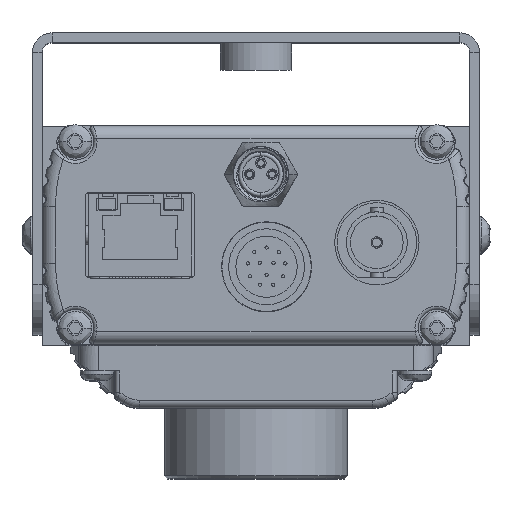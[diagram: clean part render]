
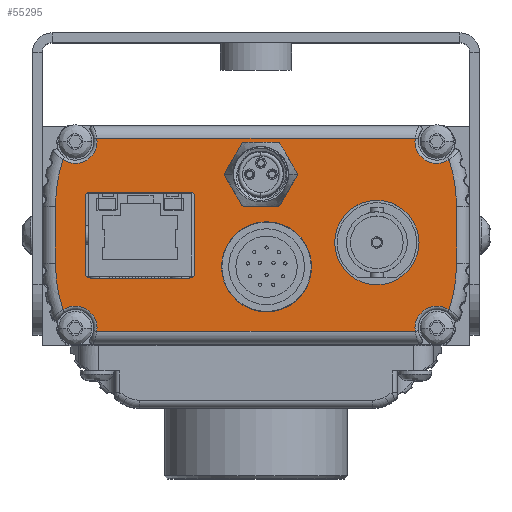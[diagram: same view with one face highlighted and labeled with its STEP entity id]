
A CAD part, top view. The second image highlights one B-rep face of the part: STEP entity #55295.
In plain terms, the highlighted planar face has unit normal (0, 0, 1).
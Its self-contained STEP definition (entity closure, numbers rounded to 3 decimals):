
#49028=CARTESIAN_POINT('',(-28.32,2.49,11.94));
#49029=DIRECTION('',(0.,0.,-1.));
#49030=DIRECTION('',(-0.556,0.831,0.));
#49031=AXIS2_PLACEMENT_3D('',#49028,#49029,#49030);
#49033=CARTESIAN_POINT('',(-8.,12.655,11.94));
#49034=DIRECTION('',(0.,0.,1.));
#49035=DIRECTION('',(-1.,0.,0.));
#49036=AXIS2_PLACEMENT_3D('',#49033,#49034,#49035);
#49038=DIRECTION('',(0.,-1.,0.));
#49039=VECTOR('',#49038,8.89);
#49040=CARTESIAN_POINT('',(-31.4,21.545,11.94));
#49041=LINE('',#49040,#49039);
#49042=CARTESIAN_POINT('',(-8.,21.545,11.94));
#49043=DIRECTION('',(0.,0.,1.));
#49044=DIRECTION('',(-0.95,0.312,0.));
#49045=AXIS2_PLACEMENT_3D('',#49042,#49043,#49044);
#49047=CARTESIAN_POINT('',(-28.32,31.7,11.94));
#49048=DIRECTION('',(0.,0.,-1.));
#49049=DIRECTION('',(0.989,0.146,0.));
#49050=AXIS2_PLACEMENT_3D('',#49047,#49048,#49049);
#49052=DIRECTION('',(-1.,0.,0.));
#49053=VECTOR('',#49052,49.853);
#49054=CARTESIAN_POINT('',(24.927,32.2,11.94));
#49055=LINE('',#49054,#49053);
#49056=CARTESIAN_POINT('',(28.32,31.7,11.94));
#49057=DIRECTION('',(0.,0.,-1.));
#49058=DIRECTION('',(0.557,-0.831,0.));
#49059=AXIS2_PLACEMENT_3D('',#49056,#49057,#49058);
#49061=CARTESIAN_POINT('',(8.,21.545,11.94));
#49062=DIRECTION('',(0.,0.,1.));
#49063=DIRECTION('',(1.,0.,0.));
#49064=AXIS2_PLACEMENT_3D('',#49061,#49062,#49063);
#49066=DIRECTION('',(0.,1.,0.));
#49067=VECTOR('',#49066,8.89);
#49068=CARTESIAN_POINT('',(31.4,12.655,11.94));
#49069=LINE('',#49068,#49067);
#49070=CARTESIAN_POINT('',(8.,12.655,11.94));
#49071=DIRECTION('',(0.,0.,1.));
#49072=DIRECTION('',(0.95,-0.313,0.));
#49073=AXIS2_PLACEMENT_3D('',#49070,#49071,#49072);
#49075=CARTESIAN_POINT('',(28.32,2.49,11.94));
#49076=DIRECTION('',(0.,0.,-1.));
#49077=DIRECTION('',(-0.99,-0.143,0.));
#49078=AXIS2_PLACEMENT_3D('',#49075,#49076,#49077);
#49080=DIRECTION('',(1.,0.,0.));
#49081=VECTOR('',#49080,49.85);
#49082=CARTESIAN_POINT('',(-24.925,2.,11.94));
#49083=LINE('',#49082,#49081);
#49084=DIRECTION('',(1.,0.,0.));
#49085=VECTOR('',#49084,15.57);
#49086=CARTESIAN_POINT('',(10.37,10.41,11.94));
#49087=LINE('',#49086,#49085);
#49088=DIRECTION('',(0.,1.,0.));
#49089=VECTOR('',#49088,11.88);
#49090=CARTESIAN_POINT('',(26.73,11.2,11.94));
#49091=LINE('',#49090,#49089);
#49092=DIRECTION('',(-1.,0.,0.));
#49093=VECTOR('',#49092,15.57);
#49094=CARTESIAN_POINT('',(25.94,23.87,11.94));
#49095=LINE('',#49094,#49093);
#49096=DIRECTION('',(0.,-1.,0.));
#49097=VECTOR('',#49096,11.88);
#49098=CARTESIAN_POINT('',(9.58,23.08,11.94));
#49099=LINE('',#49098,#49097);
#49100=CARTESIAN_POINT('',(-1.65,22.1,11.94));
#49101=DIRECTION('',(0.,0.,1.));
#49102=DIRECTION('',(1.,0.,0.));
#49103=AXIS2_PLACEMENT_3D('',#49100,#49101,#49102);
#49105=CARTESIAN_POINT('',(-1.65,22.1,11.94));
#49106=DIRECTION('',(0.,0.,1.));
#49107=DIRECTION('',(-1.,0.,0.));
#49108=AXIS2_PLACEMENT_3D('',#49105,#49106,#49107);
#49110=CARTESIAN_POINT('',(-18.92,18.31,11.94));
#49111=DIRECTION('',(0.,0.,1.));
#49112=DIRECTION('',(1.,0.,0.));
#49113=AXIS2_PLACEMENT_3D('',#49110,#49111,#49112);
#49115=CARTESIAN_POINT('',(-18.92,18.31,11.94));
#49116=DIRECTION('',(0.,0.,1.));
#49117=DIRECTION('',(-1.,0.,0.));
#49118=AXIS2_PLACEMENT_3D('',#49115,#49116,#49117);
#49120=CARTESIAN_POINT('',(-0.76,7.62,11.94));
#49121=DIRECTION('',(0.,0.,1.));
#49122=DIRECTION('',(1.,0.,0.));
#49123=AXIS2_PLACEMENT_3D('',#49120,#49121,#49122);
#49125=CARTESIAN_POINT('',(-0.76,7.62,11.94));
#49126=DIRECTION('',(0.,0.,1.));
#49127=DIRECTION('',(-1.,0.,0.));
#49128=AXIS2_PLACEMENT_3D('',#49125,#49126,#49127);
#51155=CARTESIAN_POINT('',(25.94,11.2,11.94));
#51156=DIRECTION('',(0.,0.,-1.));
#51157=DIRECTION('',(1.,0.,0.));
#51158=AXIS2_PLACEMENT_3D('',#51155,#51156,#51157);
#52918=CARTESIAN_POINT('',(10.37,11.2,11.94));
#52919=DIRECTION('',(0.,0.,-1.));
#52920=DIRECTION('',(0.,-1.,0.));
#52921=AXIS2_PLACEMENT_3D('',#52918,#52919,#52920);
#52936=CARTESIAN_POINT('',(10.37,23.08,11.94));
#52937=DIRECTION('',(0.,0.,-1.));
#52938=DIRECTION('',(-1.,0.,0.));
#52939=AXIS2_PLACEMENT_3D('',#52936,#52937,#52938);
#52954=CARTESIAN_POINT('',(25.94,23.08,11.94));
#52955=DIRECTION('',(0.,0.,-1.));
#52956=DIRECTION('',(0.,1.,0.));
#52957=AXIS2_PLACEMENT_3D('',#52954,#52955,#52956);
#53099=CARTESIAN_POINT('',(-30.227,5.341,11.94));
#53100=CARTESIAN_POINT('',(-24.925,2.,11.94));
#53101=VERTEX_POINT('',#53099);
#53102=VERTEX_POINT('',#53100);
#53107=CARTESIAN_POINT('',(24.925,2.,11.94));
#53108=CARTESIAN_POINT('',(30.227,5.341,11.94));
#53109=VERTEX_POINT('',#53107);
#53110=VERTEX_POINT('',#53108);
#53115=CARTESIAN_POINT('',(30.23,28.851,11.94));
#53116=CARTESIAN_POINT('',(24.927,32.2,11.94));
#53117=VERTEX_POINT('',#53115);
#53118=VERTEX_POINT('',#53116);
#53123=CARTESIAN_POINT('',(-24.927,32.2,11.94));
#53124=CARTESIAN_POINT('',(-30.23,28.851,11.94));
#53125=VERTEX_POINT('',#53123);
#53126=VERTEX_POINT('',#53124);
#53155=CARTESIAN_POINT('',(31.4,12.655,11.94));
#53156=CARTESIAN_POINT('',(31.4,21.545,11.94));
#53157=VERTEX_POINT('',#53155);
#53158=VERTEX_POINT('',#53156);
#53163=CARTESIAN_POINT('',(-31.4,21.545,11.94));
#53164=CARTESIAN_POINT('',(-31.4,12.655,11.94));
#53165=VERTEX_POINT('',#53163);
#53166=VERTEX_POINT('',#53164);
#53263=CARTESIAN_POINT('',(25.94,23.87,11.94));
#53265=VERTEX_POINT('',#53263);
#53267=CARTESIAN_POINT('',(26.73,23.08,11.94));
#53269=VERTEX_POINT('',#53267);
#53271=CARTESIAN_POINT('',(26.73,11.2,11.94));
#53273=VERTEX_POINT('',#53271);
#53275=CARTESIAN_POINT('',(25.94,10.41,11.94));
#53277=VERTEX_POINT('',#53275);
#53279=CARTESIAN_POINT('',(10.37,10.41,11.94));
#53281=VERTEX_POINT('',#53279);
#53283=CARTESIAN_POINT('',(9.58,11.2,11.94));
#53285=VERTEX_POINT('',#53283);
#53287=CARTESIAN_POINT('',(9.58,23.08,11.94));
#53289=VERTEX_POINT('',#53287);
#53291=CARTESIAN_POINT('',(10.37,23.87,11.94));
#53293=VERTEX_POINT('',#53291);
#53299=CARTESIAN_POINT('',(5.4,22.1,11.94));
#53300=CARTESIAN_POINT('',(-8.7,22.1,11.94));
#53301=VERTEX_POINT('',#53299);
#53302=VERTEX_POINT('',#53300);
#53327=CARTESIAN_POINT('',(-12.315,18.31,11.94));
#53328=CARTESIAN_POINT('',(-25.525,18.31,11.94));
#53329=VERTEX_POINT('',#53327);
#53330=VERTEX_POINT('',#53328);
#53367=CARTESIAN_POINT('',(3.215,7.62,11.94));
#53368=VERTEX_POINT('',#53367);
#53369=CARTESIAN_POINT('',(-4.735,7.62,11.94));
#53370=VERTEX_POINT('',#53369);
#55230=CARTESIAN_POINT('',(0.,0.,11.94));
#55231=DIRECTION('',(0.,0.,1.));
#55232=DIRECTION('',(1.,0.,0.));
#55233=AXIS2_PLACEMENT_3D('',#55230,#55231,#55232);
#55234=PLANE('',#55233);
#55236=ORIENTED_EDGE('',*,*,#55235,.F.);
#55237=ORIENTED_EDGE('',*,*,#54741,.F.);
#55238=ORIENTED_EDGE('',*,*,#55220,.F.);
#55240=ORIENTED_EDGE('',*,*,#55239,.F.);
#55242=ORIENTED_EDGE('',*,*,#55241,.F.);
#55244=ORIENTED_EDGE('',*,*,#55243,.F.);
#55246=ORIENTED_EDGE('',*,*,#55245,.F.);
#55248=ORIENTED_EDGE('',*,*,#55247,.F.);
#55250=ORIENTED_EDGE('',*,*,#55249,.F.);
#55252=ORIENTED_EDGE('',*,*,#55251,.F.);
#55254=ORIENTED_EDGE('',*,*,#55253,.F.);
#55256=ORIENTED_EDGE('',*,*,#55255,.F.);
#55257=EDGE_LOOP('',(#55236,#55237,#55238,#55240,#55242,#55244,#55246,#55248,
#55250,#55252,#55254,#55256));
#55258=FACE_OUTER_BOUND('',#55257,.F.);
#55260=ORIENTED_EDGE('',*,*,#55259,.T.);
#55262=ORIENTED_EDGE('',*,*,#55261,.F.);
#55264=ORIENTED_EDGE('',*,*,#55263,.T.);
#55266=ORIENTED_EDGE('',*,*,#55265,.F.);
#55268=ORIENTED_EDGE('',*,*,#55267,.T.);
#55270=ORIENTED_EDGE('',*,*,#55269,.F.);
#55272=ORIENTED_EDGE('',*,*,#55271,.T.);
#55274=ORIENTED_EDGE('',*,*,#55273,.F.);
#55275=EDGE_LOOP('',(#55260,#55262,#55264,#55266,#55268,#55270,#55272,#55274));
#55276=FACE_BOUND('',#55275,.F.);
#55278=ORIENTED_EDGE('',*,*,#55277,.T.);
#55280=ORIENTED_EDGE('',*,*,#55279,.T.);
#55281=EDGE_LOOP('',(#55278,#55280));
#55282=FACE_BOUND('',#55281,.F.);
#55284=ORIENTED_EDGE('',*,*,#55283,.T.);
#55286=ORIENTED_EDGE('',*,*,#55285,.T.);
#55287=EDGE_LOOP('',(#55284,#55286));
#55288=FACE_BOUND('',#55287,.F.);
#55290=ORIENTED_EDGE('',*,*,#55289,.T.);
#55292=ORIENTED_EDGE('',*,*,#55291,.T.);
#55293=EDGE_LOOP('',(#55290,#55292));
#55294=FACE_BOUND('',#55293,.F.);
#55295=ADVANCED_FACE('',(#55258,#55276,#55282,#55288,#55294),#55234,.T.);
#49032=CIRCLE('',#49031,3.43);
#49037=CIRCLE('',#49036,23.4);
#49046=CIRCLE('',#49045,23.4);
#49051=CIRCLE('',#49050,3.43);
#49060=CIRCLE('',#49059,3.43);
#49065=CIRCLE('',#49064,23.4);
#49074=CIRCLE('',#49073,23.4);
#49079=CIRCLE('',#49078,3.43);
#49104=CIRCLE('',#49103,7.05);
#49109=CIRCLE('',#49108,7.05);
#49114=CIRCLE('',#49113,6.605);
#49119=CIRCLE('',#49118,6.605);
#49124=CIRCLE('',#49123,3.975);
#49129=CIRCLE('',#49128,3.975);
#51159=CIRCLE('',#51158,0.79);
#52922=CIRCLE('',#52921,0.79);
#52940=CIRCLE('',#52939,0.79);
#52958=CIRCLE('',#52957,0.79);
#54741=EDGE_CURVE('',#53166,#53101,#49037,.T.);
#55220=EDGE_CURVE('',#53165,#53166,#49041,.T.);
#55235=EDGE_CURVE('',#53101,#53102,#49032,.T.);
#55239=EDGE_CURVE('',#53126,#53165,#49046,.T.);
#55241=EDGE_CURVE('',#53125,#53126,#49051,.T.);
#55243=EDGE_CURVE('',#53118,#53125,#49055,.T.);
#55245=EDGE_CURVE('',#53117,#53118,#49060,.T.);
#55247=EDGE_CURVE('',#53158,#53117,#49065,.T.);
#55249=EDGE_CURVE('',#53157,#53158,#49069,.T.);
#55251=EDGE_CURVE('',#53110,#53157,#49074,.T.);
#55253=EDGE_CURVE('',#53109,#53110,#49079,.T.);
#55255=EDGE_CURVE('',#53102,#53109,#49083,.T.);
#55259=EDGE_CURVE('',#53281,#53277,#49087,.T.);
#55261=EDGE_CURVE('',#53273,#53277,#51159,.T.);
#55263=EDGE_CURVE('',#53273,#53269,#49091,.T.);
#55265=EDGE_CURVE('',#53265,#53269,#52958,.T.);
#55267=EDGE_CURVE('',#53265,#53293,#49095,.T.);
#55269=EDGE_CURVE('',#53289,#53293,#52940,.T.);
#55271=EDGE_CURVE('',#53289,#53285,#49099,.T.);
#55273=EDGE_CURVE('',#53281,#53285,#52922,.T.);
#55277=EDGE_CURVE('',#53301,#53302,#49104,.T.);
#55279=EDGE_CURVE('',#53302,#53301,#49109,.T.);
#55283=EDGE_CURVE('',#53329,#53330,#49114,.T.);
#55285=EDGE_CURVE('',#53330,#53329,#49119,.T.);
#55289=EDGE_CURVE('',#53368,#53370,#49124,.T.);
#55291=EDGE_CURVE('',#53370,#53368,#49129,.T.);
